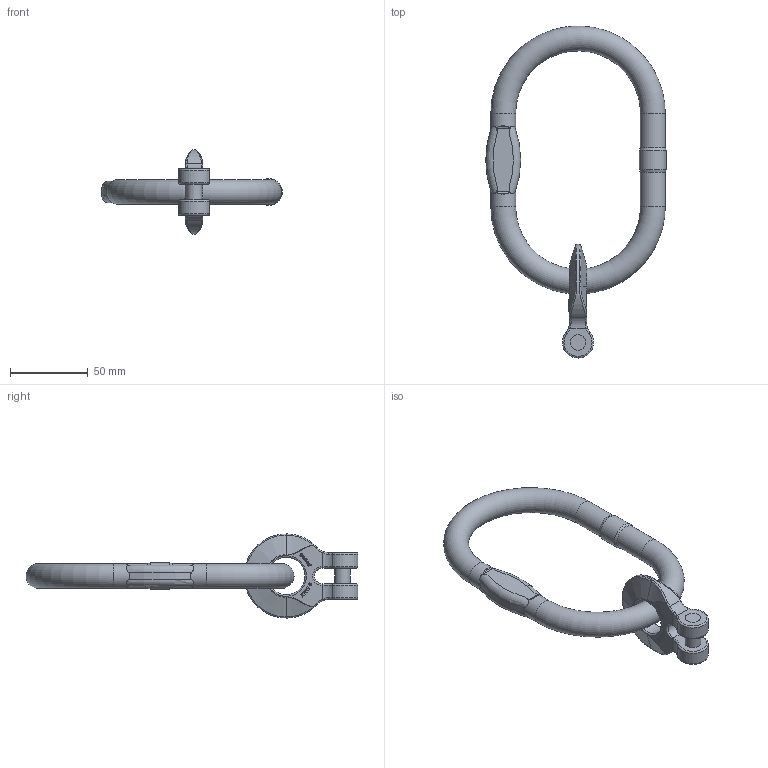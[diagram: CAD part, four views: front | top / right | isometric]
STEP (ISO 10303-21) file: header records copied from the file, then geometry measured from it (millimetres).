
FILE_DESCRIPTION(/* description */ (''),/* implementation_level */ '2;1');
FILE_NAME(/* name */ 'pewag_KMGW_1-8',/* time_stamp */ '2010-03-02T08:56:57+01:00',/* author */ (''),/* organization */ (''),/* preprocessor_version */ 'ST-DEVELOPER v9',/* originating_system */ 'UGS - NX 4.0',/* authorisation */ '');
FILE_SCHEMA (('AUTOMOTIVE_DESIGN { 1 0 10303 214 1 1 1 1 }'));
Length unit declared in the file: millimetre
Products named in the file (1): rit707Bn4ak
Bounding box: 115.8 x 212.97 x 54 mm (x, y, z)
Volume: 109765.2 mm3; surface area: 30730.4 mm2
Topology: 3 solids, 3 shells, 277 faces, 729 edges, 472 vertices
Faces by surface type: plane 95, extrusion 93, torus 30, cylinder 29, bspline 28, cone 2
Full cylindrical faces by diameter (mm): 10 x3, 16 x4, 17.2 x1, 24 x1
Entity records: 10319 total; most frequent: CARTESIAN_POINT 4210, ORIENTED_EDGE 1416, DIRECTION 888, EDGE_CURVE 708, VERTEX_POINT 466, B_SPLINE_CURVE_WITH_KNOTS 430, VECTOR 354, EDGE_LOOP 314
